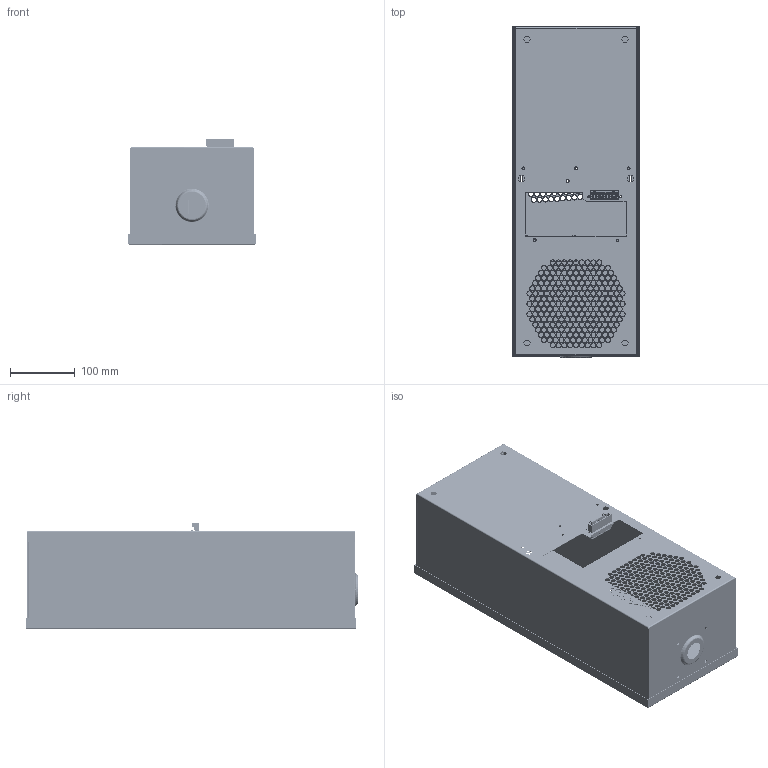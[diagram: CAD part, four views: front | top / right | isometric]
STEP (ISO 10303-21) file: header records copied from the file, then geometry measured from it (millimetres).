
FILE_DESCRIPTION((''),'2;1');
FILE_NAME('LT-58007_ASM','2018-10-09T',('danielc'),(''),'CREO PARAMETRIC BY PTC INC, 2017480','CREO PARAMETRIC BY PTC INC, 2017480','');
FILE_SCHEMA(('CONFIG_CONTROL_DESIGN'));
Products named in the file (16): LT-58007_CABINET_1; LT-58007_CABINET_MNF_ASM_1_ASM; CAREL_IR33PLUS_SEIFERT_1_1_2; 41290_TUTTO_1_1_2; 1757048_TUTTO_1_1_2; 1757051_TUTTO_1_1_2; 1757019_TUTTO_1_1_2; CAREL_IR33_PLUS_SEIFERT_ASM_1_2_ASM; CAREL-IR33PLUS_MOUNTING_ASM_1_ASM; 072106080019_1_1_2; LT-58007_CABINET_ASM_1_ASM; LT-58007_COVER_1; LT-58007_COVER_MNF_ASM_1_ASM; LT-58007_COVER_ASM_1_ASM; LT-58007_COMPLETE_ASSY_ASM_1_ASM; LT-58007_ASM
Assembly tree (16 placements, depth 6):
  LT-58007_ASM
    LT-58007_COMPLETE_ASSY_ASM_1_ASM
      LT-58007_CABINET_ASM_1_ASM
        LT-58007_CABINET_MNF_ASM_1_ASM
          LT-58007_CABINET_1
        CAREL-IR33PLUS_MOUNTING_ASM_1_ASM
          CAREL_IR33_PLUS_SEIFERT_ASM_1_2_ASM
            CAREL_IR33PLUS_SEIFERT_1_1_2
            41290_TUTTO_1_1_2
            1757048_TUTTO_1_1_2
            1757051_TUTTO_1_1_2
            1757019_TUTTO_1_1_2  x2
        072106080019_1_1_2
      LT-58007_COVER_ASM_1_ASM
        LT-58007_COVER_MNF_ASM_1_ASM
          LT-58007_COVER_1
Bounding box: 196.5 x 513.6 x 164.9 mm (x, y, z)
Volume: 488783.2 mm3; surface area: 840602.8 mm2
Topology: 9 solids, 9 shells, 3126 faces, 8653 edges, 5658 vertices
Faces by surface type: cylinder 1660, plane 1376, sphere 30, torus 24, cone 20, bspline 16
Entity records: 99458 total; most frequent: DIRECTION 17632, CARTESIAN_POINT 17531, ORIENTED_EDGE 16398, EDGE_CURVE 8199, AXIS2_PLACEMENT_3D 6501, VERTEX_POINT 5376, VECTOR 4630, LINE 4630
